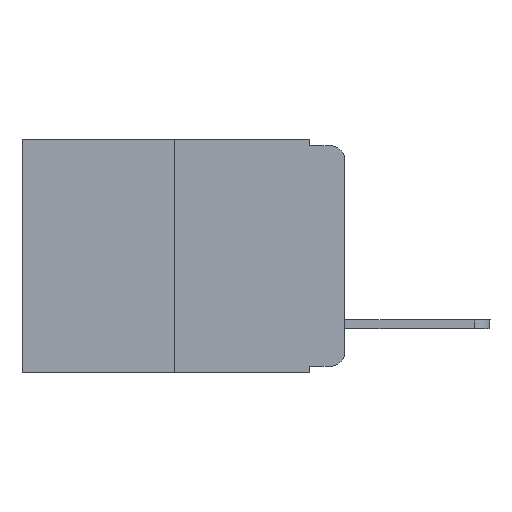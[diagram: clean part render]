
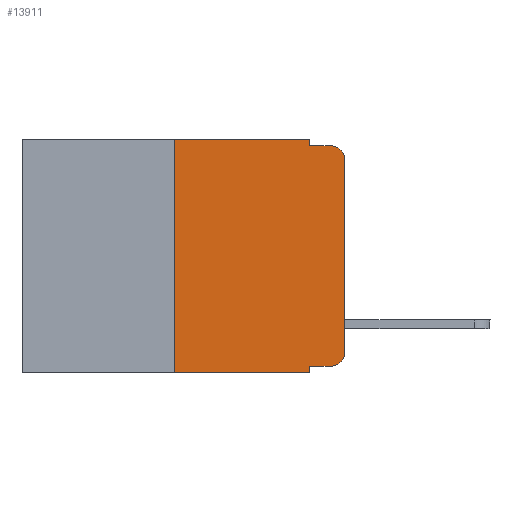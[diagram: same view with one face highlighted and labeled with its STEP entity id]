
A CAD part, left-side view. The second image highlights one B-rep face of the part: STEP entity #13911.
In plain terms, the highlighted planar face has unit normal (-1, 0, 0).
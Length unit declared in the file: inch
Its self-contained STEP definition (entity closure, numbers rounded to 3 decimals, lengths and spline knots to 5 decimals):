
#239 = ORIENTED_EDGE ( 'NONE', *, *, #13543, .T. ) ;
#369 = EDGE_CURVE ( 'NONE', #3107, #17856, #17263, .T. ) ;
#415 = DIRECTION ( 'NONE',  ( -1., 0., 0. ) ) ;
#808 = EDGE_CURVE ( 'NONE', #13039, #10417, #8088, .T. ) ;
#1171 = EDGE_CURVE ( 'NONE', #17126, #13039, #11423, .T. ) ;
#1304 = ORIENTED_EDGE ( 'NONE', *, *, #9665, .T. ) ;
#1780 = DIRECTION ( 'NONE',  ( 0., 0., 1. ) ) ;
#1781 = LINE ( 'NONE', #2548, #11469 ) ;
#2127 = CARTESIAN_POINT ( 'NONE',  ( 0., 0.02, -0.03 ) ) ;
#2548 = CARTESIAN_POINT ( 'NONE',  ( 0., 0.051, 0. ) ) ;
#3049 = PLANE ( 'NONE',  #12302 ) ;
#3107 = VERTEX_POINT ( 'NONE', #16294 ) ;
#3161 = CARTESIAN_POINT ( 'NONE',  ( 0., 0., -0.313 ) ) ;
#3304 = VERTEX_POINT ( 'NONE', #14348 ) ;
#3465 = EDGE_LOOP ( 'NONE', ( #14890, #1304, #16047, #7651, #7632, #7925, #17406, #5976, #239, #14009 ) ) ;
#3586 = VECTOR ( 'NONE', #5650, 39.37008 ) ;
#3911 = AXIS2_PLACEMENT_3D ( 'NONE', #16979, #415, #11547 ) ;
#4150 = CARTESIAN_POINT ( 'NONE',  ( 0., 0., -0.03 ) ) ;
#4206 = CARTESIAN_POINT ( 'NONE',  ( 0., 0.051, -0.333 ) ) ;
#4404 = DIRECTION ( 'NONE',  ( 0., -1., 0. ) ) ;
#4566 = DIRECTION ( 'NONE',  ( 0., -1., 0. ) ) ;
#4802 = CARTESIAN_POINT ( 'NONE',  ( 0., 0.051, 0. ) ) ;
#5016 = EDGE_CURVE ( 'NONE', #3304, #9624, #6835, .T. ) ;
#5255 = DIRECTION ( 'NONE',  ( 0., 0., -1. ) ) ;
#5638 = EDGE_CURVE ( 'NONE', #12998, #11080, #17774, .T. ) ;
#5650 = DIRECTION ( 'NONE',  ( 0., 0., -1. ) ) ;
#5724 = CARTESIAN_POINT ( 'NONE',  ( 0., 0.051, -0.01 ) ) ;
#5914 = CARTESIAN_POINT ( 'NONE',  ( 0., 0.02, -0.333 ) ) ;
#5976 = ORIENTED_EDGE ( 'NONE', *, *, #5638, .F. ) ;
#6637 = VECTOR ( 'NONE', #4404, 39.37008 ) ;
#6793 = FACE_OUTER_BOUND ( 'NONE', #3465, .T. ) ;
#6835 = LINE ( 'NONE', #5724, #6637 ) ;
#7414 = VECTOR ( 'NONE', #4566, 39.37008 ) ;
#7632 = ORIENTED_EDGE ( 'NONE', *, *, #369, .F. ) ;
#7651 = ORIENTED_EDGE ( 'NONE', *, *, #10291, .F. ) ;
#7865 = DIRECTION ( 'NONE',  ( 0., -1., 0. ) ) ;
#7925 = ORIENTED_EDGE ( 'NONE', *, *, #17972, .F. ) ;
#8088 = LINE ( 'NONE', #13786, #12314 ) ;
#8516 = CARTESIAN_POINT ( 'NONE',  ( 0., 0.051, 0. ) ) ;
#8803 = VECTOR ( 'NONE', #13255, 39.37008 ) ;
#8840 = CARTESIAN_POINT ( 'NONE',  ( 0., 0.473, 0. ) ) ;
#9283 = DIRECTION ( 'NONE',  ( 0., 0., 1. ) ) ;
#9349 = CARTESIAN_POINT ( 'NONE',  ( 0., 0.25, -0.343 ) ) ;
#9624 = VERTEX_POINT ( 'NONE', #11919 ) ;
#9665 = EDGE_CURVE ( 'NONE', #10417, #9624, #14107, .T. ) ;
#10247 = DIRECTION ( 'NONE',  ( 0., 0., -1. ) ) ;
#10291 = EDGE_CURVE ( 'NONE', #17856, #3304, #1781, .T. ) ;
#10417 = VERTEX_POINT ( 'NONE', #4150 ) ;
#10604 = VECTOR ( 'NONE', #7865, 39.37008 ) ;
#10679 = CARTESIAN_POINT ( 'NONE',  ( 0., 0.473, -0.343 ) ) ;
#11080 = VERTEX_POINT ( 'NONE', #16345 ) ;
#11423 = CIRCLE ( 'NONE', #3911, 0.02 ) ;
#11469 = VECTOR ( 'NONE', #5255, 39.37008 ) ;
#11530 = VECTOR ( 'NONE', #9283, 39.37008 ) ;
#11547 = DIRECTION ( 'NONE',  ( 0., 0., -1. ) ) ;
#11919 = CARTESIAN_POINT ( 'NONE',  ( 0., 0.02, -0.01 ) ) ;
#12302 = AXIS2_PLACEMENT_3D ( 'NONE', #12883, #14272, #10247 ) ;
#12314 = VECTOR ( 'NONE', #1780, 39.37008 ) ;
#12883 = CARTESIAN_POINT ( 'NONE',  ( 0., 0.473, 0. ) ) ;
#12998 = VERTEX_POINT ( 'NONE', #4206 ) ;
#13039 = VERTEX_POINT ( 'NONE', #3161 ) ;
#13255 = DIRECTION ( 'NONE',  ( 0., -1., 0. ) ) ;
#13543 = EDGE_CURVE ( 'NONE', #12998, #17126, #16262, .T. ) ;
#13697 = EDGE_CURVE ( 'NONE', #16179, #11080, #14317, .T. ) ;
#13786 = CARTESIAN_POINT ( 'NONE',  ( 0., 0., 0. ) ) ;
#13911 = ADVANCED_FACE ( 'NONE', ( #6793 ), #3049, .F. ) ;
#14009 = ORIENTED_EDGE ( 'NONE', *, *, #1171, .T. ) ;
#14107 = CIRCLE ( 'NONE', #17723, 0.02 ) ;
#14272 = DIRECTION ( 'NONE',  ( 1., 0., 0. ) ) ;
#14317 = LINE ( 'NONE', #10679, #10604 ) ;
#14348 = CARTESIAN_POINT ( 'NONE',  ( 0., 0.051, -0.01 ) ) ;
#14500 = CARTESIAN_POINT ( 'NONE',  ( 0., 0.051, -0.333 ) ) ;
#14841 = DIRECTION ( 'NONE',  ( -1., 0., 0. ) ) ;
#14890 = ORIENTED_EDGE ( 'NONE', *, *, #808, .T. ) ;
#15233 = LINE ( 'NONE', #17634, #11530 ) ;
#16047 = ORIENTED_EDGE ( 'NONE', *, *, #5016, .F. ) ;
#16179 = VERTEX_POINT ( 'NONE', #9349 ) ;
#16262 = LINE ( 'NONE', #14500, #8803 ) ;
#16294 = CARTESIAN_POINT ( 'NONE',  ( 0., 0.25, 0. ) ) ;
#16345 = CARTESIAN_POINT ( 'NONE',  ( 0., 0.051, -0.343 ) ) ;
#16979 = CARTESIAN_POINT ( 'NONE',  ( 0., 0.02, -0.313 ) ) ;
#17126 = VERTEX_POINT ( 'NONE', #5914 ) ;
#17263 = LINE ( 'NONE', #8840, #7414 ) ;
#17406 = ORIENTED_EDGE ( 'NONE', *, *, #13697, .T. ) ;
#17536 = DIRECTION ( 'NONE',  ( 0., 0., -1. ) ) ;
#17634 = CARTESIAN_POINT ( 'NONE',  ( 0., 0.25, 0. ) ) ;
#17723 = AXIS2_PLACEMENT_3D ( 'NONE', #2127, #14841, #17536 ) ;
#17774 = LINE ( 'NONE', #8516, #3586 ) ;
#17856 = VERTEX_POINT ( 'NONE', #4802 ) ;
#17972 = EDGE_CURVE ( 'NONE', #16179, #3107, #15233, .T. ) ;
